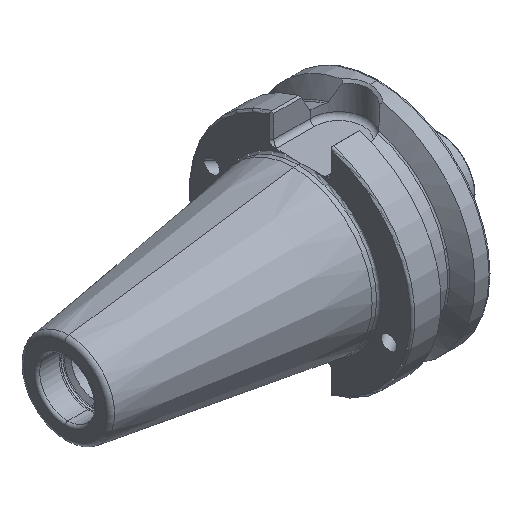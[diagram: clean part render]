
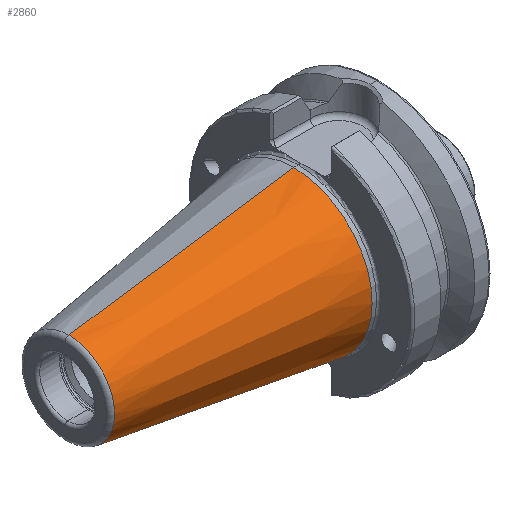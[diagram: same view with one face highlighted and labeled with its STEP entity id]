
A CAD part, isometric view. The second image highlights one B-rep face of the part: STEP entity #2860.
In plain terms, the highlighted conical face has half-angle 8.297 degrees and reference radius 34.925 mm.
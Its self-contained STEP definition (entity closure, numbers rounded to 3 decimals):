
#82 = ORIENTED_EDGE ( 'NONE', *, *, #2716, .T. ) ;
#146 = LINE ( 'NONE', #4529, #5163 ) ;
#177 = CARTESIAN_POINT ( 'NONE',  ( 0., 0., 0. ) ) ;
#241 = EDGE_CURVE ( 'NONE', #4856, #3517, #5233, .T. ) ;
#280 = ORIENTED_EDGE ( 'NONE', *, *, #6311, .F. ) ;
#464 = AXIS2_PLACEMENT_3D ( 'NONE', #1866, #2372, #4330 ) ;
#715 = DIRECTION ( 'NONE',  ( 0., 0., 1. ) ) ;
#1017 = CIRCLE ( 'NONE', #6476, 20.329 ) ;
#1044 = DIRECTION ( 'NONE',  ( 0.99, 0., 0.144 ) ) ;
#1053 = CARTESIAN_POINT ( 'NONE',  ( -100.089, 0., 20.329 ) ) ;
#1147 = EDGE_CURVE ( 'NONE', #4856, #4216, #1017, .T. ) ;
#1177 = CARTESIAN_POINT ( 'NONE',  ( -100.089, 0., -20.329 ) ) ;
#1258 = VECTOR ( 'NONE', #1783, 1000. ) ;
#1440 = ORIENTED_EDGE ( 'NONE', *, *, #241, .T. ) ;
#1783 = DIRECTION ( 'NONE',  ( 0.99, 0., -0.144 ) ) ;
#1866 = CARTESIAN_POINT ( 'NONE',  ( 0., 0., 0. ) ) ;
#1994 = CARTESIAN_POINT ( 'NONE',  ( 0., 0., 34.925 ) ) ;
#2125 = CARTESIAN_POINT ( 'NONE',  ( -100.089, 0., 0. ) ) ;
#2135 = CIRCLE ( 'NONE', #4589, 34.925 ) ;
#2372 = DIRECTION ( 'NONE',  ( 1., 0., 0. ) ) ;
#2634 = DIRECTION ( 'NONE',  ( 0., 0., 1. ) ) ;
#2716 = EDGE_CURVE ( 'NONE', #3517, #3514, #2135, .T. ) ;
#2860 = ADVANCED_FACE ( 'NONE', ( #5419 ), #5267, .T. ) ;
#3514 = VERTEX_POINT ( 'NONE', #1994 ) ;
#3517 = VERTEX_POINT ( 'NONE', #4974 ) ;
#3717 = DIRECTION ( 'NONE',  ( -1., 0., 0. ) ) ;
#4100 = ORIENTED_EDGE ( 'NONE', *, *, #1147, .F. ) ;
#4216 = VERTEX_POINT ( 'NONE', #1053 ) ;
#4330 = DIRECTION ( 'NONE',  ( 0., 0., -1. ) ) ;
#4529 = CARTESIAN_POINT ( 'NONE',  ( 0., 0., 34.925 ) ) ;
#4589 = AXIS2_PLACEMENT_3D ( 'NONE', #177, #3717, #715 ) ;
#4765 = CARTESIAN_POINT ( 'NONE',  ( 0., 0., -34.925 ) ) ;
#4856 = VERTEX_POINT ( 'NONE', #1177 ) ;
#4974 = CARTESIAN_POINT ( 'NONE',  ( 0., 0., -34.925 ) ) ;
#5030 = EDGE_LOOP ( 'NONE', ( #280, #4100, #1440, #82 ) ) ;
#5163 = VECTOR ( 'NONE', #1044, 1000. ) ;
#5233 = LINE ( 'NONE', #4765, #1258 ) ;
#5267 = CONICAL_SURFACE ( 'NONE', #464, 34.925, 0.145 ) ;
#5419 = FACE_OUTER_BOUND ( 'NONE', #5030, .T. ) ;
#5598 = DIRECTION ( 'NONE',  ( -1., 0., 0. ) ) ;
#6311 = EDGE_CURVE ( 'NONE', #4216, #3514, #146, .T. ) ;
#6476 = AXIS2_PLACEMENT_3D ( 'NONE', #2125, #5598, #2634 ) ;
